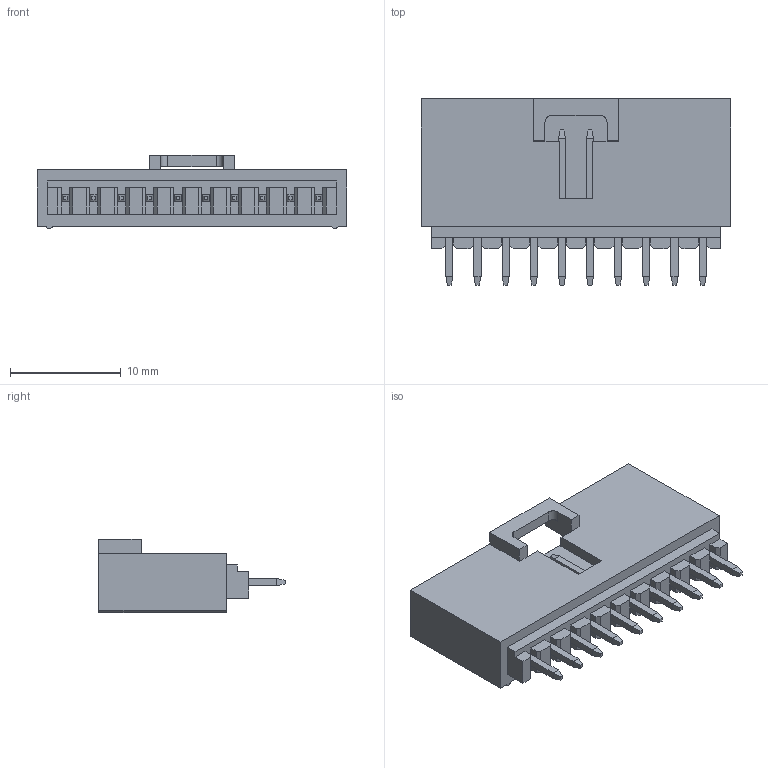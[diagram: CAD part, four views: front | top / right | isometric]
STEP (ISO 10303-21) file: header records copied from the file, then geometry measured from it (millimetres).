
FILE_DESCRIPTION( ('This file contains a STEP AP42 implementation' ,'as created by ZW3D STEP Interface translator.') ,'2;1' );
FILE_NAME( 'WF2542-WSXXX02.stp' ,'23 426.115115', (''), ('ZWCAD Software Co.'), 'Version 1.0', 'ZW3D to STEP translator', '' );
FILE_SCHEMA(('AUTOMOTIVE_DESIGN { 1 0 10303 214 1 1 1 1 }'));
Length unit declared in the file: millimetre
Products named in the file (2): 0; WF2542-WSXXX02
Bounding box: 27.94 x 16.8 x 6.6 mm (x, y, z)
Volume: 1033.7 mm3; surface area: 1944.1 mm2
Topology: 1 solids, 1 shells, 335 faces, 812 edges, 498 vertices
Faces by surface type: plane 331, cylinder 4
Entity records: 12290 total; most frequent: CARTESIAN_POINT 5778, ORIENTED_EDGE 1624, B_SPLINE_CURVE_WITH_KNOTS 812, EDGE_CURVE 812, DIRECTION 672, VERTEX_POINT 498, EDGE_LOOP 356, AXIS2_PLACEMENT_3D 336
